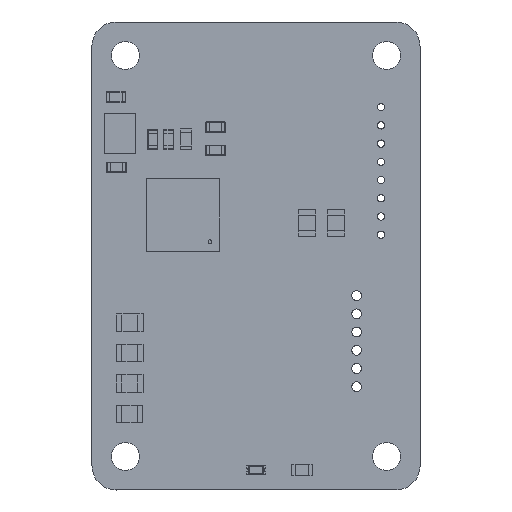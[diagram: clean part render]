
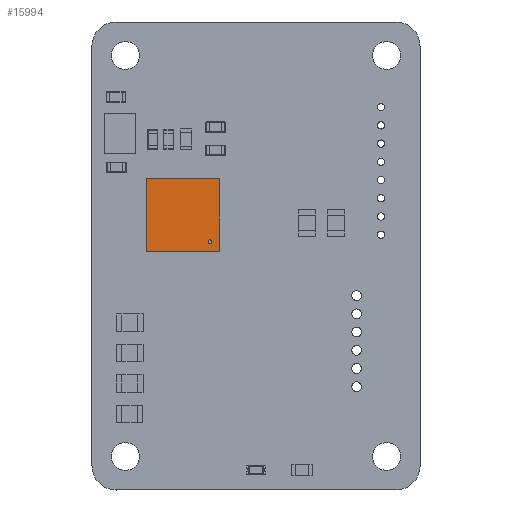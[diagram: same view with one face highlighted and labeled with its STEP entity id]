
A CAD part, top view. The second image highlights one B-rep face of the part: STEP entity #15994.
In plain terms, the highlighted face is planar.
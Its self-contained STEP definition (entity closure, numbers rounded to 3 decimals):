
#14455 = VERTEX_POINT('',#14456);
#14456 = CARTESIAN_POINT('',(-2.214,0.848,3.301));
#14465 = CYLINDRICAL_SURFACE('',#14466,0.15);
#14466 = AXIS2_PLACEMENT_3D('',#14467,#14468,#14469);
#14467 = CARTESIAN_POINT('',(-2.214,0.848,3.451));
#14468 = DIRECTION('',(0.,-1.,0.));
#14469 = DIRECTION('',(0.,0.,-1.));
#14476 = CYLINDRICAL_SURFACE('',#14477,0.15);
#14477 = AXIS2_PLACEMENT_3D('',#14478,#14479,#14480);
#14478 = CARTESIAN_POINT('',(-2.214,0.848,3.451));
#14479 = DIRECTION('',(0.,-1.,0.));
#14480 = DIRECTION('',(0.,0.,-1.));
#14520 = VERTEX_POINT('',#14521);
#14521 = CARTESIAN_POINT('',(-2.214,0.848,3.601));
#14540 = EDGE_CURVE('',#14455,#14520,#14541,.T.);
#14541 = SURFACE_CURVE('',#14542,(#14547,#14553),.PCURVE_S1.);
#14542 = CIRCLE('',#14543,0.15);
#14543 = AXIS2_PLACEMENT_3D('',#14544,#14545,#14546);
#14544 = CARTESIAN_POINT('',(-2.214,0.848,3.451));
#14545 = DIRECTION('',(0.,1.,0.));
#14546 = DIRECTION('',(0.,0.,-1.));
#14547 = PCURVE('',#14465,#14548);
#14548 = DEFINITIONAL_REPRESENTATION('',(#14549),#14552);
#14549 = B_SPLINE_CURVE_WITH_KNOTS('',1,(#14550,#14551),.UNSPECIFIED.,
  .F.,.F.,(2,2),(0.,3.142),.PIECEWISE_BEZIER_KNOTS.);
#14550 = CARTESIAN_POINT('',(6.283,0.));
#14551 = CARTESIAN_POINT('',(3.142,0.));
#14552 = ( GEOMETRIC_REPRESENTATION_CONTEXT(2) 
PARAMETRIC_REPRESENTATION_CONTEXT() REPRESENTATION_CONTEXT('2D SPACE',''
  ) );
#14553 = PCURVE('',#14554,#14559);
#14554 = PLANE('',#14555);
#14555 = AXIS2_PLACEMENT_3D('',#14556,#14557,#14558);
#14556 = CARTESIAN_POINT('',(-0.014,0.848,-0.249)
  );
#14557 = DIRECTION('',(0.,-1.,0.));
#14558 = DIRECTION('',(0.,0.,-1.));
#14559 = DEFINITIONAL_REPRESENTATION('',(#14560),#14568);
#14560 = ( BOUNDED_CURVE() B_SPLINE_CURVE(2,(#14561,#14562,#14563,#14564
    ,#14565,#14566,#14567),.UNSPECIFIED.,.F.,.F.) 
B_SPLINE_CURVE_WITH_KNOTS((1,2,2,2,2,1),(-2.094,0.,
    2.094,4.189,6.283,8.378),
.UNSPECIFIED.) CURVE() GEOMETRIC_REPRESENTATION_ITEM() 
RATIONAL_B_SPLINE_CURVE((1.,0.5,1.,0.5,1.,0.5,1.)) REPRESENTATION_ITEM(
  '') );
#14561 = CARTESIAN_POINT('',(-3.55,-2.2));
#14562 = CARTESIAN_POINT('',(-3.55,-2.46));
#14563 = CARTESIAN_POINT('',(-3.775,-2.33));
#14564 = CARTESIAN_POINT('',(-4.,-2.2));
#14565 = CARTESIAN_POINT('',(-3.775,-2.07));
#14566 = CARTESIAN_POINT('',(-3.55,-1.94));
#14567 = CARTESIAN_POINT('',(-3.55,-2.2));
#14568 = ( GEOMETRIC_REPRESENTATION_CONTEXT(2) 
PARAMETRIC_REPRESENTATION_CONTEXT() REPRESENTATION_CONTEXT('2D SPACE',''
  ) );
#15994 = ADVANCED_FACE('',(#15995,#16023),#14554,.F.);
#15995 = FACE_BOUND('',#15996,.T.);
#15996 = EDGE_LOOP('',(#15997,#15998));
#15997 = ORIENTED_EDGE('',*,*,#14540,.F.);
#15998 = ORIENTED_EDGE('',*,*,#15999,.F.);
#15999 = EDGE_CURVE('',#14520,#14455,#16000,.T.);
#16000 = SURFACE_CURVE('',#16001,(#16006,#16017),.PCURVE_S1.);
#16001 = CIRCLE('',#16002,0.15);
#16002 = AXIS2_PLACEMENT_3D('',#16003,#16004,#16005);
#16003 = CARTESIAN_POINT('',(-2.214,0.848,3.451));
#16004 = DIRECTION('',(0.,1.,0.));
#16005 = DIRECTION('',(0.,0.,-1.));
#16006 = PCURVE('',#14554,#16007);
#16007 = DEFINITIONAL_REPRESENTATION('',(#16008),#16016);
#16008 = ( BOUNDED_CURVE() B_SPLINE_CURVE(2,(#16009,#16010,#16011,#16012
    ,#16013,#16014,#16015),.UNSPECIFIED.,.F.,.F.) 
B_SPLINE_CURVE_WITH_KNOTS((1,2,2,2,2,1),(-2.094,0.,
    2.094,4.189,6.283,8.378),
.UNSPECIFIED.) CURVE() GEOMETRIC_REPRESENTATION_ITEM() 
RATIONAL_B_SPLINE_CURVE((1.,0.5,1.,0.5,1.,0.5,1.)) REPRESENTATION_ITEM(
  '') );
#16009 = CARTESIAN_POINT('',(-3.55,-2.2));
#16010 = CARTESIAN_POINT('',(-3.55,-2.46));
#16011 = CARTESIAN_POINT('',(-3.775,-2.33));
#16012 = CARTESIAN_POINT('',(-4.,-2.2));
#16013 = CARTESIAN_POINT('',(-3.775,-2.07));
#16014 = CARTESIAN_POINT('',(-3.55,-1.94));
#16015 = CARTESIAN_POINT('',(-3.55,-2.2));
#16016 = ( GEOMETRIC_REPRESENTATION_CONTEXT(2) 
PARAMETRIC_REPRESENTATION_CONTEXT() REPRESENTATION_CONTEXT('2D SPACE',''
  ) );
#16017 = PCURVE('',#14476,#16018);
#16018 = DEFINITIONAL_REPRESENTATION('',(#16019),#16022);
#16019 = B_SPLINE_CURVE_WITH_KNOTS('',1,(#16020,#16021),.UNSPECIFIED.,
  .F.,.F.,(2,2),(3.142,6.283),.PIECEWISE_BEZIER_KNOTS.);
#16020 = CARTESIAN_POINT('',(3.142,0.));
#16021 = CARTESIAN_POINT('',(0.,0.));
#16022 = ( GEOMETRIC_REPRESENTATION_CONTEXT(2) 
PARAMETRIC_REPRESENTATION_CONTEXT() REPRESENTATION_CONTEXT('2D SPACE',''
  ) );
#16023 = FACE_BOUND('',#16024,.T.);
#16024 = EDGE_LOOP('',(#16025,#16055,#16083,#16111));
#16025 = ORIENTED_EDGE('',*,*,#16026,.F.);
#16026 = EDGE_CURVE('',#16027,#16029,#16031,.T.);
#16027 = VERTEX_POINT('',#16028);
#16028 = CARTESIAN_POINT('',(-3.014,0.848,-1.749));
#16029 = VERTEX_POINT('',#16030);
#16030 = CARTESIAN_POINT('',(2.986,0.848,-1.749));
#16031 = SURFACE_CURVE('',#16032,(#16036,#16043),.PCURVE_S1.);
#16032 = LINE('',#16033,#16034);
#16033 = CARTESIAN_POINT('',(-0.014,0.848,-1.749)
  );
#16034 = VECTOR('',#16035,1.);
#16035 = DIRECTION('',(1.,0.,0.));
#16036 = PCURVE('',#14554,#16037);
#16037 = DEFINITIONAL_REPRESENTATION('',(#16038),#16042);
#16038 = LINE('',#16039,#16040);
#16039 = CARTESIAN_POINT('',(1.5,0.));
#16040 = VECTOR('',#16041,1.);
#16041 = DIRECTION('',(0.,1.));
#16042 = ( GEOMETRIC_REPRESENTATION_CONTEXT(2) 
PARAMETRIC_REPRESENTATION_CONTEXT() REPRESENTATION_CONTEXT('2D SPACE',''
  ) );
#16043 = PCURVE('',#16044,#16049);
#16044 = PLANE('',#16045);
#16045 = AXIS2_PLACEMENT_3D('',#16046,#16047,#16048);
#16046 = CARTESIAN_POINT('',(-0.014,0.,
    -1.749));
#16047 = DIRECTION('',(0.,0.,-1.));
#16048 = DIRECTION('',(-1.,0.,0.));
#16049 = DEFINITIONAL_REPRESENTATION('',(#16050),#16054);
#16050 = LINE('',#16051,#16052);
#16051 = CARTESIAN_POINT('',(0.,0.848));
#16052 = VECTOR('',#16053,1.);
#16053 = DIRECTION('',(-1.,0.));
#16054 = ( GEOMETRIC_REPRESENTATION_CONTEXT(2) 
PARAMETRIC_REPRESENTATION_CONTEXT() REPRESENTATION_CONTEXT('2D SPACE',''
  ) );
#16055 = ORIENTED_EDGE('',*,*,#16056,.F.);
#16056 = EDGE_CURVE('',#16057,#16027,#16059,.T.);
#16057 = VERTEX_POINT('',#16058);
#16058 = CARTESIAN_POINT('',(-3.014,0.848,4.251));
#16059 = SURFACE_CURVE('',#16060,(#16064,#16071),.PCURVE_S1.);
#16060 = LINE('',#16061,#16062);
#16061 = CARTESIAN_POINT('',(-3.014,0.848,-0.249));
#16062 = VECTOR('',#16063,1.);
#16063 = DIRECTION('',(0.,0.,-1.));
#16064 = PCURVE('',#14554,#16065);
#16065 = DEFINITIONAL_REPRESENTATION('',(#16066),#16070);
#16066 = LINE('',#16067,#16068);
#16067 = CARTESIAN_POINT('',(0.,-3.));
#16068 = VECTOR('',#16069,1.);
#16069 = DIRECTION('',(1.,0.));
#16070 = ( GEOMETRIC_REPRESENTATION_CONTEXT(2) 
PARAMETRIC_REPRESENTATION_CONTEXT() REPRESENTATION_CONTEXT('2D SPACE',''
  ) );
#16071 = PCURVE('',#16072,#16077);
#16072 = PLANE('',#16073);
#16073 = AXIS2_PLACEMENT_3D('',#16074,#16075,#16076);
#16074 = CARTESIAN_POINT('',(-3.014,0.,1.251));
#16075 = DIRECTION('',(-1.,0.,0.));
#16076 = DIRECTION('',(0.,0.,1.));
#16077 = DEFINITIONAL_REPRESENTATION('',(#16078),#16082);
#16078 = LINE('',#16079,#16080);
#16079 = CARTESIAN_POINT('',(-1.5,0.848));
#16080 = VECTOR('',#16081,1.);
#16081 = DIRECTION('',(-1.,0.));
#16082 = ( GEOMETRIC_REPRESENTATION_CONTEXT(2) 
PARAMETRIC_REPRESENTATION_CONTEXT() REPRESENTATION_CONTEXT('2D SPACE',''
  ) );
#16083 = ORIENTED_EDGE('',*,*,#16084,.F.);
#16084 = EDGE_CURVE('',#16085,#16057,#16087,.T.);
#16085 = VERTEX_POINT('',#16086);
#16086 = CARTESIAN_POINT('',(2.986,0.848,4.251));
#16087 = SURFACE_CURVE('',#16088,(#16092,#16099),.PCURVE_S1.);
#16088 = LINE('',#16089,#16090);
#16089 = CARTESIAN_POINT('',(-0.014,0.848,4.251)
  );
#16090 = VECTOR('',#16091,1.);
#16091 = DIRECTION('',(-1.,0.,0.));
#16092 = PCURVE('',#14554,#16093);
#16093 = DEFINITIONAL_REPRESENTATION('',(#16094),#16098);
#16094 = LINE('',#16095,#16096);
#16095 = CARTESIAN_POINT('',(-4.5,0.));
#16096 = VECTOR('',#16097,1.);
#16097 = DIRECTION('',(0.,-1.));
#16098 = ( GEOMETRIC_REPRESENTATION_CONTEXT(2) 
PARAMETRIC_REPRESENTATION_CONTEXT() REPRESENTATION_CONTEXT('2D SPACE',''
  ) );
#16099 = PCURVE('',#16100,#16105);
#16100 = PLANE('',#16101);
#16101 = AXIS2_PLACEMENT_3D('',#16102,#16103,#16104);
#16102 = CARTESIAN_POINT('',(-3.014,0.,4.251));
#16103 = DIRECTION('',(0.,0.,1.));
#16104 = DIRECTION('',(1.,0.,0.));
#16105 = DEFINITIONAL_REPRESENTATION('',(#16106),#16110);
#16106 = LINE('',#16107,#16108);
#16107 = CARTESIAN_POINT('',(3.,0.848));
#16108 = VECTOR('',#16109,1.);
#16109 = DIRECTION('',(-1.,0.));
#16110 = ( GEOMETRIC_REPRESENTATION_CONTEXT(2) 
PARAMETRIC_REPRESENTATION_CONTEXT() REPRESENTATION_CONTEXT('2D SPACE',''
  ) );
#16111 = ORIENTED_EDGE('',*,*,#16112,.F.);
#16112 = EDGE_CURVE('',#16029,#16085,#16113,.T.);
#16113 = SURFACE_CURVE('',#16114,(#16118,#16125),.PCURVE_S1.);
#16114 = LINE('',#16115,#16116);
#16115 = CARTESIAN_POINT('',(2.986,0.848,-0.249));
#16116 = VECTOR('',#16117,1.);
#16117 = DIRECTION('',(0.,0.,1.));
#16118 = PCURVE('',#14554,#16119);
#16119 = DEFINITIONAL_REPRESENTATION('',(#16120),#16124);
#16120 = LINE('',#16121,#16122);
#16121 = CARTESIAN_POINT('',(0.,3.));
#16122 = VECTOR('',#16123,1.);
#16123 = DIRECTION('',(-1.,0.));
#16124 = ( GEOMETRIC_REPRESENTATION_CONTEXT(2) 
PARAMETRIC_REPRESENTATION_CONTEXT() REPRESENTATION_CONTEXT('2D SPACE',''
  ) );
#16125 = PCURVE('',#16126,#16131);
#16126 = PLANE('',#16127);
#16127 = AXIS2_PLACEMENT_3D('',#16128,#16129,#16130);
#16128 = CARTESIAN_POINT('',(2.986,0.,1.251));
#16129 = DIRECTION('',(1.,0.,0.));
#16130 = DIRECTION('',(0.,0.,-1.));
#16131 = DEFINITIONAL_REPRESENTATION('',(#16132),#16136);
#16132 = LINE('',#16133,#16134);
#16133 = CARTESIAN_POINT('',(1.5,0.848));
#16134 = VECTOR('',#16135,1.);
#16135 = DIRECTION('',(-1.,0.));
#16136 = ( GEOMETRIC_REPRESENTATION_CONTEXT(2) 
PARAMETRIC_REPRESENTATION_CONTEXT() REPRESENTATION_CONTEXT('2D SPACE',''
  ) );
